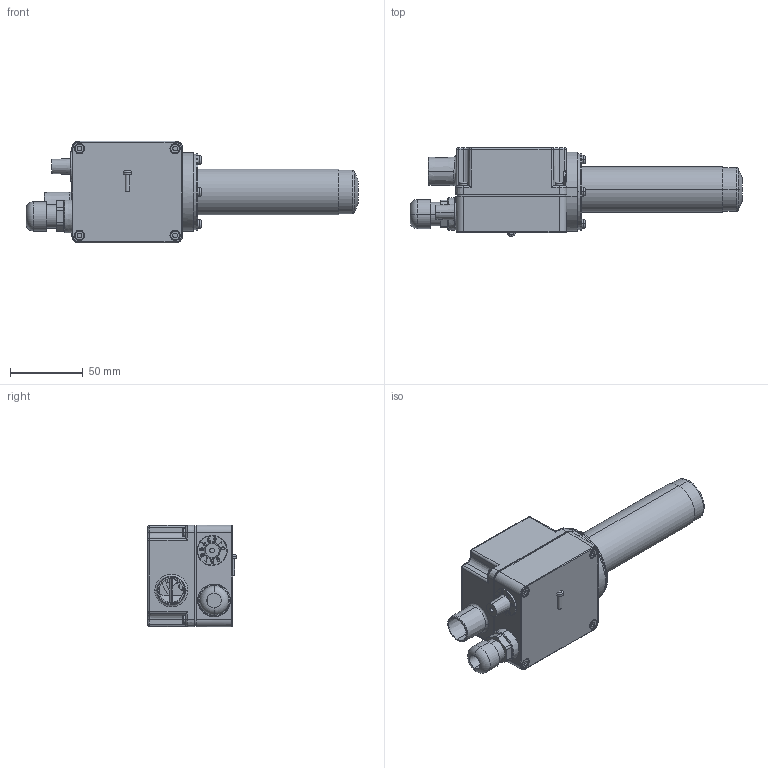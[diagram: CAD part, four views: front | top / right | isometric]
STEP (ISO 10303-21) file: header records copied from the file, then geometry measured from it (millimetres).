
FILE_DESCRIPTION (( 'STEP AP203' ), '1' );
FILE_NAME ('LE S32 3D Kunden.STEP', '2007-05-25T08:56:41', ( 'HERZ' ), ( '' ), 'SwSTEP 2.0', 'SolidWorks 2004231', '' );
FILE_SCHEMA (( 'CONFIG_CONTROL_DESIGN' ));
Products named in the file (22): Deckel_Standard; Einspritzbuche M3_Standard; Schraube PT Deckel_Standard; Einpressbuche Schützinger_Standard; Rohr Rohradapter S32_Standard; Dichtring_Standard; Kappe mit Strahlblech; Kappe Rohradapter LE1600_Standard; LE S32 3D Kunden; Unterteil_Standard; Klemmblock_Standard; Elektronik_Standard; Skala Poti_Standard; Einpressbuchse M4_Standard; Kabelverschraubung_Standard; Klixon_Standard; Schraube PT Klemmblock_Standard; Schraube Rohradapter_Standard; Rohradapter S32  komplett; Rohr Rohradapter S32; Flansch Rohradapter S32_Standard; Strahlblech_Standard
Assembly tree (35 placements, depth 4):
  LE S32 3D Kunden
    Einspritzbuche M3_Standard  x4
    Rohradapter S32  komplett
      Rohr Rohradapter S32
        Flansch Rohradapter S32_Standard
        Rohr Rohradapter S32_Standard
      Kappe mit Strahlblech
        Strahlblech_Standard
        Kappe Rohradapter LE1600_Standard
    Dichtring_Standard
    Klemmblock_Standard
    Deckel_Standard
    Einpressbuche Schützinger_Standard  x2
    Einpressbuchse M4_Standard  x4
    Elektronik_Standard
    Kabelverschraubung_Standard
    Klixon_Standard
    Schraube PT Deckel_Standard  x5
    Schraube Rohradapter_Standard  x4
    Unterteil_Standard
    Skala Poti_Standard
    Schraube PT Klemmblock_Standard
Bounding box: 227.7 x 61 x 69.93 mm (x, y, z)
Volume: 154766.2 mm3; surface area: 128899.8 mm2
Topology: 37 solids, 37 shells, 1737 faces, 4187 edges, 2658 vertices
Faces by surface type: plane 685, cylinder 661, bspline 135, cone 134, torus 102, sphere 20
Entity records: 64462 total; most frequent: CARTESIAN_POINT 25698, DIRECTION 7518, ORIENTED_EDGE 7480, EDGE_CURVE 3740, AXIS2_PLACEMENT_3D 2744, VERTEX_POINT 2391, LINE 2030, VECTOR 2030
